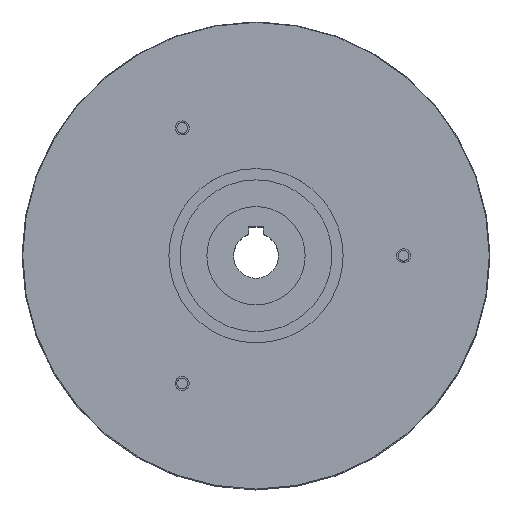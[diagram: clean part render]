
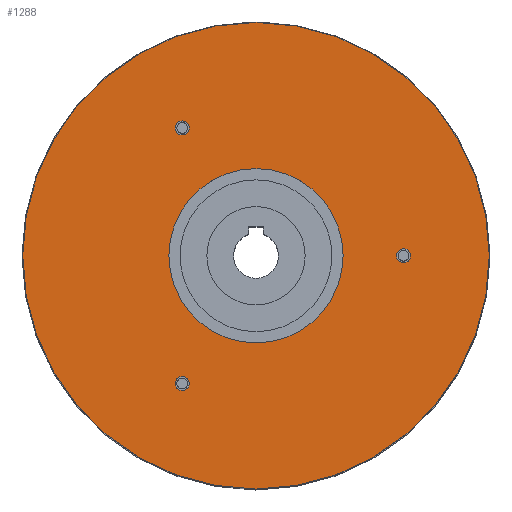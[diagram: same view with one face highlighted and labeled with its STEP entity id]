
A CAD part, top view. The second image highlights one B-rep face of the part: STEP entity #1288.
In plain terms, the highlighted planar face has unit normal (0, 0, 1).
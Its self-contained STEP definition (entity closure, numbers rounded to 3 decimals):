
#1096 = VERTEX_POINT ( 'NONE', #3030 ) ;
#1110 = VERTEX_POINT ( 'NONE', #2940 ) ;
#1111 = EDGE_CURVE ( 'NONE', #1121, #1112, #2939, .T. ) ;
#1112 = VERTEX_POINT ( 'NONE', #2934 ) ;
#1121 = VERTEX_POINT ( 'NONE', #3102 ) ;
#1168 = EDGE_CURVE ( 'NONE', #1096, #1110, #3251, .T. ) ;
#1199 = VERTEX_POINT ( 'NONE', #3212 ) ;
#1201 = EDGE_CURVE ( 'NONE', #1199, #1202, #3210, .T. ) ;
#1202 = VERTEX_POINT ( 'NONE', #3058 ) ;
#1222 = VERTEX_POINT ( 'NONE', #3298 ) ;
#1224 = EDGE_CURVE ( 'NONE', #1481, #1225, #3274, .T. ) ;
#1225 = VERTEX_POINT ( 'NONE', #3348 ) ;
#1260 = ORIENTED_EDGE ( 'NONE', *, *, #1272, .F. ) ;
#1272 = EDGE_CURVE ( 'NONE', #1225, #1481, #3409, .T. ) ;
#1274 = EDGE_LOOP ( 'NONE', ( #1279, #1315 ) ) ;
#1279 = ORIENTED_EDGE ( 'NONE', *, *, #1285, .T. ) ;
#1281 = EDGE_CURVE ( 'NONE', #1202, #1199, #3325, .T. ) ;
#1282 = ORIENTED_EDGE ( 'NONE', *, *, #1201, .F. ) ;
#1285 = EDGE_CURVE ( 'NONE', #1384, #1222, #3355, .T. ) ;
#1288 = ADVANCED_FACE ( 'NONE', ( #3351, #3350, #3349, #3309, #3308 ), #3305, .T. ) ;
#1315 = ORIENTED_EDGE ( 'NONE', *, *, #1444, .T. ) ;
#1316 = ORIENTED_EDGE ( 'NONE', *, *, #1224, .F. ) ;
#1345 = EDGE_LOOP ( 'NONE', ( #1369, #1371 ) ) ;
#1369 = ORIENTED_EDGE ( 'NONE', *, *, #1370, .F. ) ;
#1370 = EDGE_CURVE ( 'NONE', #1110, #1096, #3640, .T. ) ;
#1371 = ORIENTED_EDGE ( 'NONE', *, *, #1168, .F. ) ;
#1372 = EDGE_LOOP ( 'NONE', ( #1373, #1375 ) ) ;
#1373 = ORIENTED_EDGE ( 'NONE', *, *, #1374, .F. ) ;
#1374 = EDGE_CURVE ( 'NONE', #1112, #1121, #3634, .T. ) ;
#1375 = ORIENTED_EDGE ( 'NONE', *, *, #1111, .F. ) ;
#1384 = VERTEX_POINT ( 'NONE', #3666 ) ;
#1444 = EDGE_CURVE ( 'NONE', #1222, #1384, #3738, .T. ) ;
#1481 = VERTEX_POINT ( 'NONE', #3850 ) ;
#1515 = EDGE_LOOP ( 'NONE', ( #1316, #1260 ) ) ;
#1516 = EDGE_LOOP ( 'NONE', ( #1553, #1282 ) ) ;
#1553 = ORIENTED_EDGE ( 'NONE', *, *, #1281, .F. ) ;
#2934 = CARTESIAN_POINT ( 'NONE',  ( -23.75, 45.466, 21. ) ) ;
#2935 = DIRECTION ( 'NONE',  ( -0.5, 0.866, 0. ) ) ;
#2936 = DIRECTION ( 'NONE',  ( 0., 0., 1. ) ) ;
#2937 = CARTESIAN_POINT ( 'NONE',  ( -26.25, 45.466, 21. ) ) ;
#2938 = AXIS2_PLACEMENT_3D ( 'NONE', #2937, #2936, #2935 ) ;
#2939 = CIRCLE ( 'NONE', #2938, 2.5 ) ;
#2940 = CARTESIAN_POINT ( 'NONE',  ( -23.75, -45.466, 21. ) ) ;
#3030 = CARTESIAN_POINT ( 'NONE',  ( -28.75, -45.466, 21. ) ) ;
#3058 = CARTESIAN_POINT ( 'NONE',  ( 55., 0., 21. ) ) ;
#3063 = DIRECTION ( 'NONE',  ( 0., 0., -1. ) ) ;
#3102 = CARTESIAN_POINT ( 'NONE',  ( -28.75, 45.466, 21. ) ) ;
#3172 = DIRECTION ( 'NONE',  ( -0.5, -0.866, 0. ) ) ;
#3173 = DIRECTION ( 'NONE',  ( 0., 0., 1. ) ) ;
#3174 = CARTESIAN_POINT ( 'NONE',  ( -26.25, -45.466, 21. ) ) ;
#3205 = DIRECTION ( 'NONE',  ( -1., 0., 0. ) ) ;
#3206 = DIRECTION ( 'NONE',  ( 1., 0., 0. ) ) ;
#3207 = DIRECTION ( 'NONE',  ( 0., 0., 1. ) ) ;
#3208 = CARTESIAN_POINT ( 'NONE',  ( 52.5, 0., 21. ) ) ;
#3209 = AXIS2_PLACEMENT_3D ( 'NONE', #3208, #3207, #3206 ) ;
#3210 = CIRCLE ( 'NONE', #3209, 2.5 ) ;
#3212 = CARTESIAN_POINT ( 'NONE',  ( 50., 0., 21. ) ) ;
#3250 = AXIS2_PLACEMENT_3D ( 'NONE', #3174, #3173, #3172 ) ;
#3251 = CIRCLE ( 'NONE', #3250, 2.5 ) ;
#3272 = CARTESIAN_POINT ( 'NONE',  ( 0., 0., 21. ) ) ;
#3273 = AXIS2_PLACEMENT_3D ( 'NONE', #3272, #3063, #3205 ) ;
#3274 = CIRCLE ( 'NONE', #3273, 83. ) ;
#3298 = CARTESIAN_POINT ( 'NONE',  ( 31., 0., 21. ) ) ;
#3304 = AXIS2_PLACEMENT_3D ( 'NONE', #3307, #3306, #3342 ) ;
#3305 = PLANE ( 'NONE',  #3304 ) ;
#3306 = DIRECTION ( 'NONE',  ( 0., 0., 1. ) ) ;
#3307 = CARTESIAN_POINT ( 'NONE',  ( 0., 31., 21. ) ) ;
#3308 = FACE_OUTER_BOUND ( 'NONE', #1515, .T. ) ;
#3309 = FACE_BOUND ( 'NONE', #1274, .T. ) ;
#3324 = AXIS2_PLACEMENT_3D ( 'NONE', #3347, #3346, #3345 ) ;
#3325 = CIRCLE ( 'NONE', #3324, 2.5 ) ;
#3326 = CARTESIAN_POINT ( 'NONE',  ( 0., 0., 21. ) ) ;
#3342 = DIRECTION ( 'NONE',  ( 1., 0., 0. ) ) ;
#3345 = DIRECTION ( 'NONE',  ( 1., 0., 0. ) ) ;
#3346 = DIRECTION ( 'NONE',  ( 0., 0., 1. ) ) ;
#3347 = CARTESIAN_POINT ( 'NONE',  ( 52.5, 0., 21. ) ) ;
#3348 = CARTESIAN_POINT ( 'NONE',  ( 83., 0., 21. ) ) ;
#3349 = FACE_BOUND ( 'NONE', #1516, .T. ) ;
#3350 = FACE_BOUND ( 'NONE', #1372, .T. ) ;
#3351 = FACE_BOUND ( 'NONE', #1345, .T. ) ;
#3352 = DIRECTION ( 'NONE',  ( -1., 0., 0. ) ) ;
#3353 = DIRECTION ( 'NONE',  ( 0., 0., -1. ) ) ;
#3354 = AXIS2_PLACEMENT_3D ( 'NONE', #3326, #3353, #3352 ) ;
#3355 = CIRCLE ( 'NONE', #3354, 31. ) ;
#3381 = DIRECTION ( 'NONE',  ( -1., 0., 0. ) ) ;
#3382 = DIRECTION ( 'NONE',  ( 0., 0., -1. ) ) ;
#3408 = AXIS2_PLACEMENT_3D ( 'NONE', #3414, #3382, #3381 ) ;
#3409 = CIRCLE ( 'NONE', #3408, 83. ) ;
#3414 = CARTESIAN_POINT ( 'NONE',  ( 0., 0., 21. ) ) ;
#3546 = AXIS2_PLACEMENT_3D ( 'NONE', #3641, #3671, #3679 ) ;
#3634 = CIRCLE ( 'NONE', #3546, 2.5 ) ;
#3636 = DIRECTION ( 'NONE',  ( -0.5, -0.866, 0. ) ) ;
#3637 = DIRECTION ( 'NONE',  ( 0., 0., 1. ) ) ;
#3638 = CARTESIAN_POINT ( 'NONE',  ( -26.25, -45.466, 21. ) ) ;
#3639 = AXIS2_PLACEMENT_3D ( 'NONE', #3638, #3637, #3636 ) ;
#3640 = CIRCLE ( 'NONE', #3639, 2.5 ) ;
#3641 = CARTESIAN_POINT ( 'NONE',  ( -26.25, 45.466, 21. ) ) ;
#3666 = CARTESIAN_POINT ( 'NONE',  ( -31., 0., 21. ) ) ;
#3671 = DIRECTION ( 'NONE',  ( 0., 0., 1. ) ) ;
#3679 = DIRECTION ( 'NONE',  ( -0.5, 0.866, 0. ) ) ;
#3734 = DIRECTION ( 'NONE',  ( -1., 0., 0. ) ) ;
#3735 = DIRECTION ( 'NONE',  ( 0., 0., -1. ) ) ;
#3736 = CARTESIAN_POINT ( 'NONE',  ( 0., 0., 21. ) ) ;
#3737 = AXIS2_PLACEMENT_3D ( 'NONE', #3736, #3735, #3734 ) ;
#3738 = CIRCLE ( 'NONE', #3737, 31. ) ;
#3850 = CARTESIAN_POINT ( 'NONE',  ( -83., 0., 21. ) ) ;
